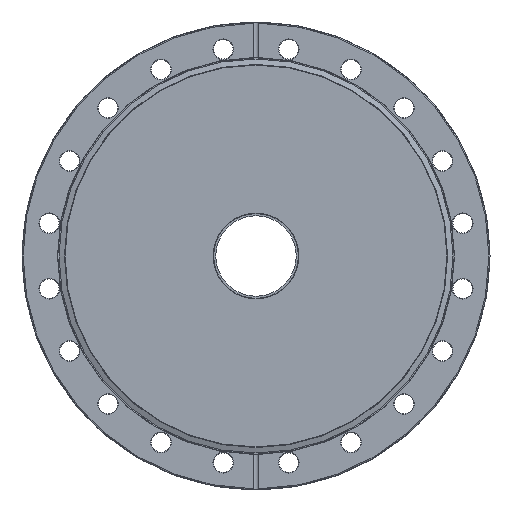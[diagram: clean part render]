
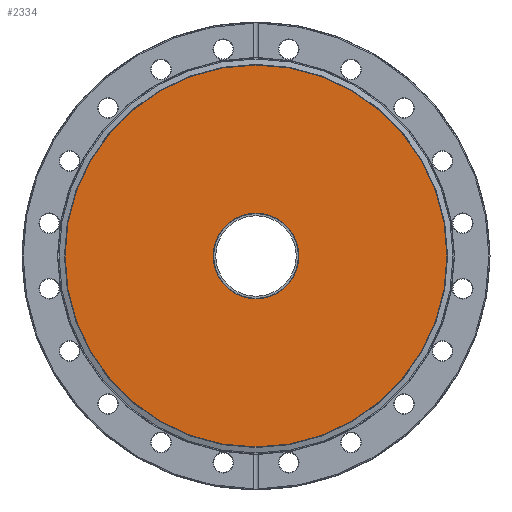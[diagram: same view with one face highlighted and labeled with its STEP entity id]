
A CAD part, front view. The second image highlights one B-rep face of the part: STEP entity #2334.
In plain terms, the highlighted planar face has unit normal (0, -1, 0).
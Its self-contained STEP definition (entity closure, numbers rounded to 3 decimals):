
#28 = DIRECTION ( 'NONE',  ( 0., 0., -1. ) ) ;
#33 = DIRECTION ( 'NONE',  ( 0., 1., 0. ) ) ;
#331 = AXIS2_PLACEMENT_3D ( 'NONE', #4071, #4434, #2655 ) ;
#367 = CIRCLE ( 'NONE', #3650, 18.55 ) ;
#501 = EDGE_CURVE ( 'NONE', #3094, #3094, #4057, .T. ) ;
#1046 = CARTESIAN_POINT ( 'NONE',  ( 0., -21.18, -82.593 ) ) ;
#1066 = ORIENTED_EDGE ( 'NONE', *, *, #501, .T. ) ;
#1128 = CARTESIAN_POINT ( 'NONE',  ( 0., -21.18, -18.55 ) ) ;
#1458 = AXIS2_PLACEMENT_3D ( 'NONE', #3780, #3430, #28 ) ;
#2086 = CARTESIAN_POINT ( 'NONE',  ( 0., -21.18, 0. ) ) ;
#2166 = FACE_OUTER_BOUND ( 'NONE', #4203, .T. ) ;
#2296 = EDGE_LOOP ( 'NONE', ( #4029 ) ) ;
#2334 = ADVANCED_FACE ( 'NONE', ( #4290, #2166 ), #3386, .T. ) ;
#2655 = DIRECTION ( 'NONE',  ( 0., 0., -1. ) ) ;
#3094 = VERTEX_POINT ( 'NONE', #1046 ) ;
#3386 = PLANE ( 'NONE',  #1458 ) ;
#3430 = DIRECTION ( 'NONE',  ( 0., -1., 0. ) ) ;
#3650 = AXIS2_PLACEMENT_3D ( 'NONE', #2086, #33, #3818 ) ;
#3780 = CARTESIAN_POINT ( 'NONE',  ( -18.55, -21.18, 0. ) ) ;
#3812 = VERTEX_POINT ( 'NONE', #1128 ) ;
#3818 = DIRECTION ( 'NONE',  ( 0., 0., -1. ) ) ;
#3968 = EDGE_CURVE ( 'NONE', #3812, #3812, #367, .T. ) ;
#4029 = ORIENTED_EDGE ( 'NONE', *, *, #3968, .T. ) ;
#4057 = CIRCLE ( 'NONE', #331, 82.593 ) ;
#4071 = CARTESIAN_POINT ( 'NONE',  ( 0., -21.18, 0. ) ) ;
#4203 = EDGE_LOOP ( 'NONE', ( #1066 ) ) ;
#4290 = FACE_BOUND ( 'NONE', #2296, .T. ) ;
#4434 = DIRECTION ( 'NONE',  ( 0., -1., 0. ) ) ;
